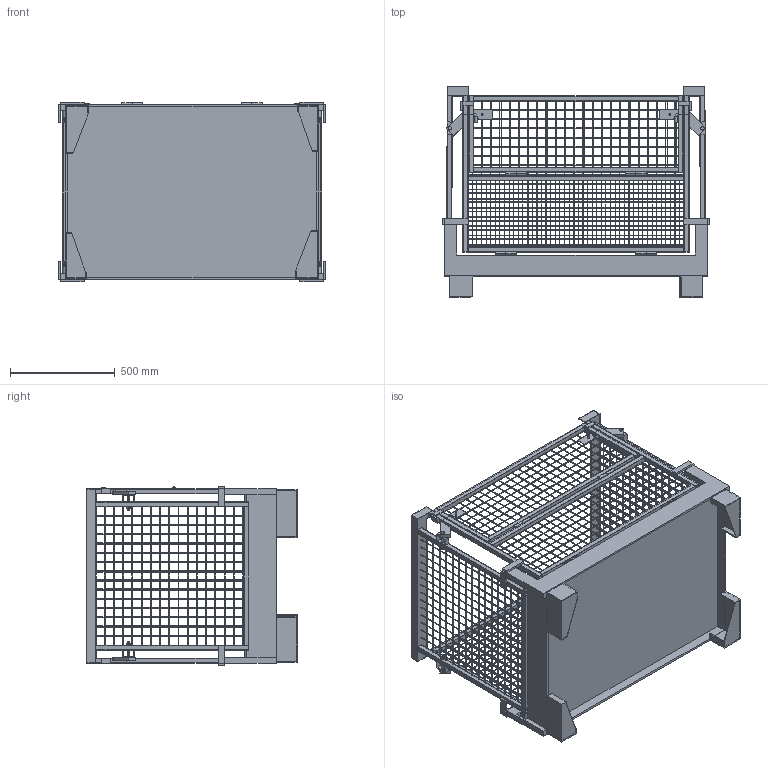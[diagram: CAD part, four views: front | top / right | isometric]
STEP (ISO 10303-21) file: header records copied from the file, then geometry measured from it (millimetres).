
FILE_DESCRIPTION (( 'STEP AP203' ), '1' );
FILE_NAME ('Gabbia legna_2.STEP', '2022-02-19T16:25:37', ( '' ), ( '' ), 'SwSTEP 2.0', 'SolidWorks 2016', '' );
FILE_SCHEMA (( 'CONFIG_CONTROL_DESIGN' ));
Length unit declared in the file: millimetre
Products named in the file (13): Gabbia legna_2; Piede gabbia; Piede gabbia 2; Porta parte anteriore; hex nut gradec_iso_ISO - 4034 - M10 - N; Fermo laterale; Assieme porta anteriore; Parte laterale; Fermo porta parte anteriore; Parte posteriore; Base; hex bolt gradeab_iso_ISO 4014 - M10 x 90 x 26-N; Parte anteriore
Assembly tree (25 placements, depth 3):
  Gabbia legna_2
    Base
    Piede gabbia  x2
    Piede gabbia 2  x2
    Parte laterale  x2
    Parte posteriore
    Assieme porta anteriore
      Parte anteriore
      Porta parte anteriore
      Fermo porta parte anteriore  x2
    Fermo laterale  x4
    hex bolt gradeab_iso_ISO 4014 - M10 x 90 x 26-N  x4
    hex nut gradec_iso_ISO - 4034 - M10 - N  x4
Bounding box: 1277 x 1003.06 x 855 mm (x, y, z)
Volume: 22912831.6 mm3; surface area: 7854909.8 mm2
Topology: 124 solids, 124 shells, 1350 faces, 3053 edges, 1903 vertices
Faces by surface type: plane 772, cylinder 462, cone 96, torus 12, bspline 8
Entity records: 27917 total; most frequent: DIRECTION 4682, CARTESIAN_POINT 4666, ORIENTED_EDGE 4222, EDGE_CURVE 2111, AXIS2_PLACEMENT_3D 1659, LINE 1364, VECTOR 1364, VERTEX_POINT 1319
